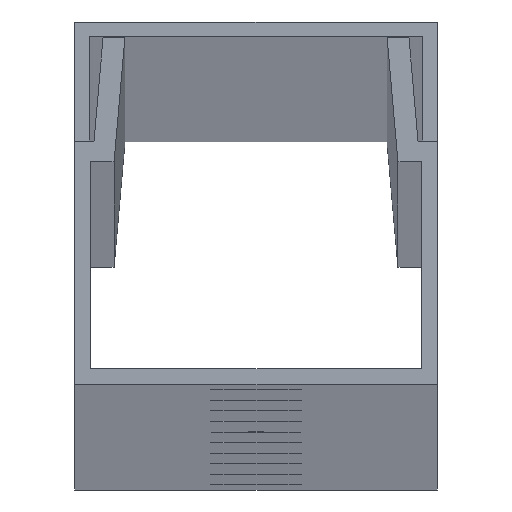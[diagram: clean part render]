
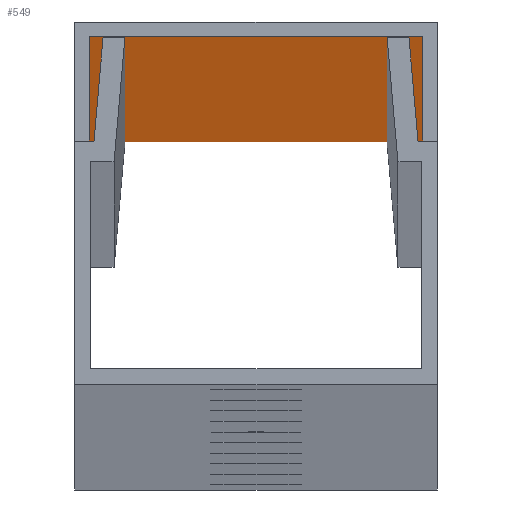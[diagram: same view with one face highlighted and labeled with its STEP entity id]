
A CAD part, top view. The second image highlights one B-rep face of the part: STEP entity #549.
In plain terms, the highlighted planar face has unit normal (0, -1, 0).
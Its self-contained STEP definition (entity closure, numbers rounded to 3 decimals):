
#12 = DIRECTION ( 'NONE',  ( 0., 0., -1. ) ) ;
#22 = VERTEX_POINT ( 'NONE', #670 ) ;
#69 = ORIENTED_EDGE ( 'NONE', *, *, #1437, .T. ) ;
#150 = CARTESIAN_POINT ( 'NONE',  ( 0., 11.519, -1000. ) ) ;
#157 = DIRECTION ( 'NONE',  ( 1., 0., 0. ) ) ;
#225 = LINE ( 'NONE', #150, #1327 ) ;
#303 = VECTOR ( 'NONE', #875, 1000. ) ;
#306 = CARTESIAN_POINT ( 'NONE',  ( 0., 11.519, 1000. ) ) ;
#426 = VERTEX_POINT ( 'NONE', #1270 ) ;
#435 = LINE ( 'NONE', #1746, #1404 ) ;
#454 = PLANE ( 'NONE',  #1590 ) ;
#549 = ADVANCED_FACE ( 'NONE', ( #600 ), #454, .F. ) ;
#600 = FACE_OUTER_BOUND ( 'NONE', #745, .T. ) ;
#670 = CARTESIAN_POINT ( 'NONE',  ( -5.519, 11.519, 1000. ) ) ;
#678 = ORIENTED_EDGE ( 'NONE', *, *, #680, .F. ) ;
#680 = EDGE_CURVE ( 'NONE', #426, #947, #435, .T. ) ;
#745 = EDGE_LOOP ( 'NONE', ( #804, #678, #1335, #69 ) ) ;
#762 = CARTESIAN_POINT ( 'NONE',  ( 0., 11.519, 1000. ) ) ;
#804 = ORIENTED_EDGE ( 'NONE', *, *, #1134, .T. ) ;
#810 = DIRECTION ( 'NONE',  ( 0., 1., 0. ) ) ;
#832 = DIRECTION ( 'NONE',  ( 0., 0., 1. ) ) ;
#860 = LINE ( 'NONE', #1758, #1189 ) ;
#875 = DIRECTION ( 'NONE',  ( 1., 0., 0. ) ) ;
#925 = CARTESIAN_POINT ( 'NONE',  ( 5.519, 11.519, -1000. ) ) ;
#947 = VERTEX_POINT ( 'NONE', #925 ) ;
#1061 = CARTESIAN_POINT ( 'NONE',  ( -5.519, 11.519, -1000. ) ) ;
#1112 = LINE ( 'NONE', #306, #303 ) ;
#1134 = EDGE_CURVE ( 'NONE', #1679, #947, #225, .T. ) ;
#1189 = VECTOR ( 'NONE', #1738, 1000. ) ;
#1270 = CARTESIAN_POINT ( 'NONE',  ( 5.519, 11.519, 1000. ) ) ;
#1327 = VECTOR ( 'NONE', #157, 1000. ) ;
#1335 = ORIENTED_EDGE ( 'NONE', *, *, #1532, .F. ) ;
#1404 = VECTOR ( 'NONE', #12, 1000. ) ;
#1437 = EDGE_CURVE ( 'NONE', #22, #1679, #860, .T. ) ;
#1532 = EDGE_CURVE ( 'NONE', #22, #426, #1112, .T. ) ;
#1590 = AXIS2_PLACEMENT_3D ( 'NONE', #762, #810, #832 ) ;
#1679 = VERTEX_POINT ( 'NONE', #1061 ) ;
#1738 = DIRECTION ( 'NONE',  ( 0., 0., -1. ) ) ;
#1746 = CARTESIAN_POINT ( 'NONE',  ( 5.519, 11.519, 1000. ) ) ;
#1758 = CARTESIAN_POINT ( 'NONE',  ( -5.519, 11.519, 1000. ) ) ;
